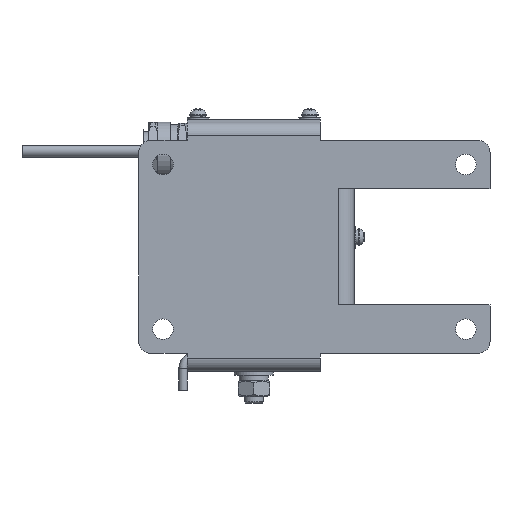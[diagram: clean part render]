
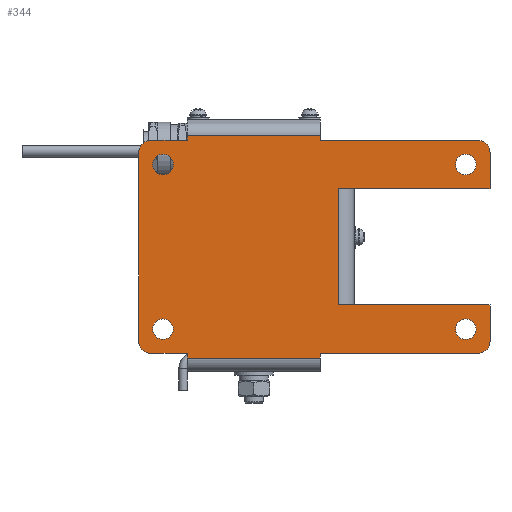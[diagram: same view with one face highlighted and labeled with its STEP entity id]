
A CAD part, front view. The second image highlights one B-rep face of the part: STEP entity #344.
In plain terms, the highlighted planar face has unit normal (0, -1, 0).
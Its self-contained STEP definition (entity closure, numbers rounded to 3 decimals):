
#344=ADVANCED_FACE('',(#929,#931,#933,#935,#937),#939,.T.);
#929=FACE_BOUND('',#930,.T.);
#930=EDGE_LOOP('',(#9335));
#931=FACE_BOUND('',#932,.T.);
#932=EDGE_LOOP('',(#9336));
#933=FACE_BOUND('',#934,.T.);
#934=EDGE_LOOP('',(#9337));
#935=FACE_BOUND('',#936,.T.);
#936=EDGE_LOOP('',(#9338));
#937=FACE_OUTER_BOUND('',#938,.T.);
#938=EDGE_LOOP('',(#9339,#9340,#9341,#9342,#9343,#9344,#9345,#9346,#9347,#9348,#9349,
#9350,#9351,#9352,#9353,#9354,#9355,#9356,#9357,#9358));
#939=PLANE('',#940);
#940=AXIS2_PLACEMENT_3D('',#941,#942,#943);
#941=CARTESIAN_POINT('',(-87.,0.,-5.55));
#942=DIRECTION('',(0.,-1.,0.));
#943=DIRECTION('',(0.,0.,-1.));
#9335=ORIENTED_EDGE('',*,*,#11619,.T.);
#9336=ORIENTED_EDGE('',*,*,#11620,.T.);
#9337=ORIENTED_EDGE('',*,*,#11621,.T.);
#9338=ORIENTED_EDGE('',*,*,#11622,.T.);
#9339=ORIENTED_EDGE('',*,*,#11588,.F.);
#9340=ORIENTED_EDGE('',*,*,#11623,.T.);
#9341=ORIENTED_EDGE('',*,*,#11624,.F.);
#9342=ORIENTED_EDGE('',*,*,#11625,.F.);
#9343=ORIENTED_EDGE('',*,*,#11626,.T.);
#9344=ORIENTED_EDGE('',*,*,#11627,.T.);
#9345=ORIENTED_EDGE('',*,*,#11628,.F.);
#9346=ORIENTED_EDGE('',*,*,#11629,.T.);
#9347=ORIENTED_EDGE('',*,*,#11630,.T.);
#9348=ORIENTED_EDGE('',*,*,#11631,.F.);
#9349=ORIENTED_EDGE('',*,*,#11632,.T.);
#9350=ORIENTED_EDGE('',*,*,#11633,.F.);
#9351=ORIENTED_EDGE('',*,*,#11634,.T.);
#9352=ORIENTED_EDGE('',*,*,#11635,.T.);
#9353=ORIENTED_EDGE('',*,*,#11636,.T.);
#9354=ORIENTED_EDGE('',*,*,#11637,.T.);
#9355=ORIENTED_EDGE('',*,*,#11638,.T.);
#9356=ORIENTED_EDGE('',*,*,#11639,.F.);
#9357=ORIENTED_EDGE('',*,*,#11640,.F.);
#9358=ORIENTED_EDGE('',*,*,#11641,.T.);
#11588=EDGE_CURVE('',#12709,#12710,#12711,.F.);
#11619=EDGE_CURVE('',#12765,#12765,#12766,.F.);
#11620=EDGE_CURVE('',#12767,#12767,#12768,.F.);
#11621=EDGE_CURVE('',#12769,#12769,#12770,.F.);
#11622=EDGE_CURVE('',#12771,#12771,#12772,.F.);
#11623=EDGE_CURVE('',#12709,#12773,#12774,.F.);
#11624=EDGE_CURVE('',#12775,#12773,#12776,.T.);
#11625=EDGE_CURVE('',#12777,#12775,#12778,.T.);
#11626=EDGE_CURVE('',#12777,#12779,#12780,.F.);
#11627=EDGE_CURVE('',#12779,#12781,#12782,.F.);
#11628=EDGE_CURVE('',#12783,#12781,#12784,.T.);
#11629=EDGE_CURVE('',#12783,#12785,#12786,.F.);
#11630=EDGE_CURVE('',#12785,#12787,#12788,.F.);
#11631=EDGE_CURVE('',#12789,#12787,#12790,.T.);
#11632=EDGE_CURVE('',#12789,#12791,#12792,.T.);
#11633=EDGE_CURVE('',#12793,#12791,#12794,.T.);
#11634=EDGE_CURVE('',#12793,#12795,#12796,.F.);
#11635=EDGE_CURVE('',#12795,#12797,#12798,.F.);
#11636=EDGE_CURVE('',#12797,#12799,#12800,.T.);
#11637=EDGE_CURVE('',#12799,#12801,#12802,.F.);
#11638=EDGE_CURVE('',#12801,#12803,#12804,.F.);
#11639=EDGE_CURVE('',#12805,#12803,#12806,.F.);
#11640=EDGE_CURVE('',#12807,#12805,#12808,.T.);
#11641=EDGE_CURVE('',#12807,#12710,#12809,.F.);
#12709=VERTEX_POINT('',#14651);
#12710=VERTEX_POINT('',#14652);
#12711=LINE('',#14653,#14654);
#12765=VERTEX_POINT('',#14779);
#12766=CIRCLE('',#14780,4.25);
#12767=VERTEX_POINT('',#14784);
#12768=CIRCLE('',#14785,4.25);
#12769=VERTEX_POINT('',#14789);
#12770=CIRCLE('',#14790,4.25);
#12771=VERTEX_POINT('',#14794);
#12772=CIRCLE('',#14795,4.25);
#12773=VERTEX_POINT('',#14799);
#12774=LINE('',#14800,#14801);
#12775=VERTEX_POINT('',#14803);
#12776=LINE('',#14804,#14805);
#12777=VERTEX_POINT('',#14807);
#12778=CIRCLE('',#14808,5.);
#12779=VERTEX_POINT('',#14812);
#12780=LINE('',#14813,#14814);
#12781=VERTEX_POINT('',#14816);
#12782=LINE('',#14817,#14818);
#12783=VERTEX_POINT('',#14820);
#12784=LINE('',#14821,#14822);
#12785=VERTEX_POINT('',#14824);
#12786=LINE('',#14825,#14826);
#12787=VERTEX_POINT('',#14828);
#12788=LINE('',#14829,#14830);
#12789=VERTEX_POINT('',#14832);
#12790=CIRCLE('',#14833,5.);
#12791=VERTEX_POINT('',#14837);
#12792=LINE('',#14838,#14839);
#12793=VERTEX_POINT('',#14841);
#12794=CIRCLE('',#14842,5.);
#12795=VERTEX_POINT('',#14846);
#12796=LINE('',#14847,#14848);
#12797=VERTEX_POINT('',#14850);
#12798=LINE('',#14851,#14852);
#12799=VERTEX_POINT('',#14854);
#12800=LINE('',#14855,#14856);
#12801=VERTEX_POINT('',#14858);
#12802=LINE('',#14859,#14860);
#12803=VERTEX_POINT('',#14862);
#12804=LINE('',#14863,#14864);
#12805=VERTEX_POINT('',#14866);
#12806=CIRCLE('',#14867,5.);
#12807=VERTEX_POINT('',#14871);
#12808=LINE('',#14872,#14873);
#12809=LINE('',#14875,#14876);
#14651=CARTESIAN_POINT('',(-4.55,0.,-27.5));
#14652=CARTESIAN_POINT('',(-4.55,0.,-75.5));
#14653=CARTESIAN_POINT('',(-4.55,0.,-75.5));
#14654=VECTOR('',#14655,1.);
#14655=DIRECTION('',(0.,0.,1.));
#14779=CARTESIAN_POINT('',(-77.,0.,-89.75));
#14780=AXIS2_PLACEMENT_3D('',#14781,#14782,#14783);
#14781=CARTESIAN_POINT('',(-77.,0.,-85.5));
#14782=DIRECTION('',(0.,-1.,0.));
#14783=DIRECTION('',(0.,0.,-1.));
#14784=CARTESIAN_POINT('',(-77.,0.,-21.75));
#14785=AXIS2_PLACEMENT_3D('',#14786,#14787,#14788);
#14786=CARTESIAN_POINT('',(-77.,0.,-17.5));
#14787=DIRECTION('',(0.,-1.,0.));
#14788=DIRECTION('',(0.,0.,-1.));
#14789=CARTESIAN_POINT('',(48.,0.,-89.75));
#14790=AXIS2_PLACEMENT_3D('',#14791,#14792,#14793);
#14791=CARTESIAN_POINT('',(48.,0.,-85.5));
#14792=DIRECTION('',(0.,-1.,0.));
#14793=DIRECTION('',(0.,0.,-1.));
#14794=CARTESIAN_POINT('',(48.,0.,-21.75));
#14795=AXIS2_PLACEMENT_3D('',#14796,#14797,#14798);
#14796=CARTESIAN_POINT('',(48.,0.,-17.5));
#14797=DIRECTION('',(0.,-1.,0.));
#14798=DIRECTION('',(0.,0.,-1.));
#14799=CARTESIAN_POINT('',(58.,0.,-27.5));
#14800=CARTESIAN_POINT('',(58.,0.,-27.5));
#14801=VECTOR('',#14802,1.);
#14802=DIRECTION('',(-1.,0.,0.));
#14803=CARTESIAN_POINT('',(58.,0.,-12.5));
#14804=CARTESIAN_POINT('',(58.,0.,-12.5));
#14805=VECTOR('',#14806,1.);
#14806=DIRECTION('',(0.,0.,-1.));
#14807=CARTESIAN_POINT('',(53.,0.,-7.5));
#14808=AXIS2_PLACEMENT_3D('',#14809,#14810,#14811);
#14809=CARTESIAN_POINT('',(53.,0.,-12.5));
#14810=DIRECTION('',(0.,1.,0.));
#14811=DIRECTION('',(0.,0.,1.));
#14812=CARTESIAN_POINT('',(-12.,0.,-7.5));
#14813=CARTESIAN_POINT('',(-12.,0.,-7.5));
#14814=VECTOR('',#14815,1.);
#14815=DIRECTION('',(1.,0.,0.));
#14816=CARTESIAN_POINT('',(-12.,0.,-5.55));
#14817=CARTESIAN_POINT('',(-12.,0.,-5.55));
#14818=VECTOR('',#14819,1.);
#14819=DIRECTION('',(0.,0.,-1.));
#14820=CARTESIAN_POINT('',(-67.,0.,-5.55));
#14821=CARTESIAN_POINT('',(-67.,0.,-5.55));
#14822=VECTOR('',#14823,1.);
#14823=DIRECTION('',(1.,0.,0.));
#14824=CARTESIAN_POINT('',(-67.,0.,-7.5));
#14825=CARTESIAN_POINT('',(-67.,0.,-7.5));
#14826=VECTOR('',#14827,1.);
#14827=DIRECTION('',(0.,0.,1.));
#14828=CARTESIAN_POINT('',(-82.,0.,-7.5));
#14829=CARTESIAN_POINT('',(-82.,0.,-7.5));
#14830=VECTOR('',#14831,1.);
#14831=DIRECTION('',(1.,0.,0.));
#14832=CARTESIAN_POINT('',(-87.,0.,-12.5));
#14833=AXIS2_PLACEMENT_3D('',#14834,#14835,#14836);
#14834=CARTESIAN_POINT('',(-82.,0.,-12.5));
#14835=DIRECTION('',(0.,1.,0.));
#14836=DIRECTION('',(-1.,0.,0.));
#14837=CARTESIAN_POINT('',(-87.,0.,-90.5));
#14838=CARTESIAN_POINT('',(-87.,0.,-12.5));
#14839=VECTOR('',#14840,1.);
#14840=DIRECTION('',(0.,0.,-1.));
#14841=CARTESIAN_POINT('',(-82.,0.,-95.5));
#14842=AXIS2_PLACEMENT_3D('',#14843,#14844,#14845);
#14843=CARTESIAN_POINT('',(-82.,0.,-90.5));
#14844=DIRECTION('',(0.,1.,0.));
#14845=DIRECTION('',(0.,0.,-1.));
#14846=CARTESIAN_POINT('',(-67.,0.,-95.5));
#14847=CARTESIAN_POINT('',(-67.,0.,-95.5));
#14848=VECTOR('',#14849,1.);
#14849=DIRECTION('',(-1.,0.,0.));
#14850=CARTESIAN_POINT('',(-67.,0.,-97.45));
#14851=CARTESIAN_POINT('',(-67.,0.,-97.45));
#14852=VECTOR('',#14853,1.);
#14853=DIRECTION('',(0.,0.,1.));
#14854=CARTESIAN_POINT('',(-12.,0.,-97.45));
#14855=CARTESIAN_POINT('',(-67.,0.,-97.45));
#14856=VECTOR('',#14857,1.);
#14857=DIRECTION('',(1.,0.,0.));
#14858=CARTESIAN_POINT('',(-12.,0.,-95.5));
#14859=CARTESIAN_POINT('',(-12.,0.,-95.5));
#14860=VECTOR('',#14861,1.);
#14861=DIRECTION('',(0.,0.,-1.));
#14862=CARTESIAN_POINT('',(53.,0.,-95.5));
#14863=CARTESIAN_POINT('',(53.,0.,-95.5));
#14864=VECTOR('',#14865,1.);
#14865=DIRECTION('',(-1.,0.,0.));
#14866=CARTESIAN_POINT('',(58.,0.,-90.5));
#14867=AXIS2_PLACEMENT_3D('',#14868,#14869,#14870);
#14868=CARTESIAN_POINT('',(53.,0.,-90.5));
#14869=DIRECTION('',(0.,-1.,0.));
#14870=DIRECTION('',(0.,0.,-1.));
#14871=CARTESIAN_POINT('',(58.,0.,-75.5));
#14872=CARTESIAN_POINT('',(58.,0.,-75.5));
#14873=VECTOR('',#14874,1.);
#14874=DIRECTION('',(0.,0.,-1.));
#14875=CARTESIAN_POINT('',(-4.55,0.,-75.5));
#14876=VECTOR('',#14877,1.);
#14877=DIRECTION('',(1.,0.,0.));
